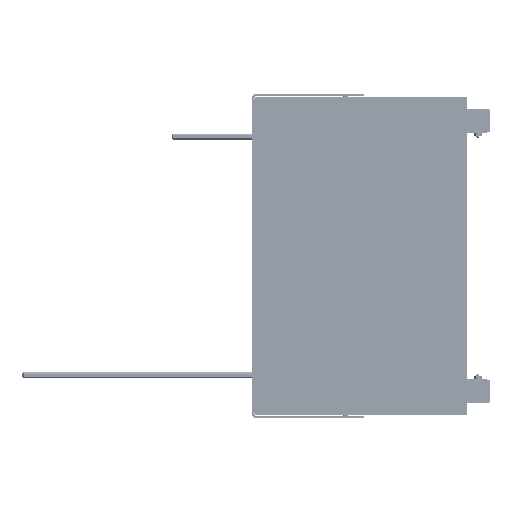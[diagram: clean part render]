
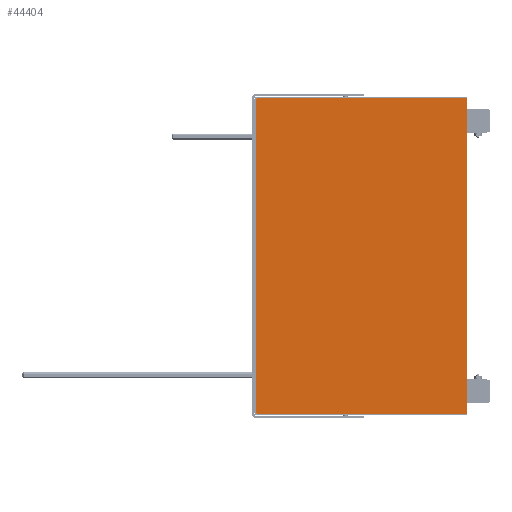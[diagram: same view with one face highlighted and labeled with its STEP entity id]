
A CAD part, left-side view. The second image highlights one B-rep face of the part: STEP entity #44404.
In plain terms, the highlighted face is planar.
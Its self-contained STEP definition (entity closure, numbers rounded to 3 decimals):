
#2437 = CARTESIAN_POINT ( 'NONE',  ( -205.5, 139., 0. ) ) ;
#5810 = ORIENTED_EDGE ( 'NONE', *, *, #103901, .T. ) ;
#13722 = ORIENTED_EDGE ( 'NONE', *, *, #124271, .T. ) ;
#15431 = DIRECTION ( 'NONE',  ( 0., 0., 1. ) ) ;
#16101 = DIRECTION ( 'NONE',  ( 0., -1., 0. ) ) ;
#17094 = CARTESIAN_POINT ( 'NONE',  ( -208., 139., 0. ) ) ;
#20103 = DIRECTION ( 'NONE',  ( 1., 0., 0. ) ) ;
#20392 = DIRECTION ( 'NONE',  ( -1., 0., 0. ) ) ;
#21974 = CIRCLE ( 'NONE', #119862, 2.5 ) ;
#27219 = LINE ( 'NONE', #17094, #135705 ) ;
#30613 = LINE ( 'NONE', #113601, #69311 ) ;
#38167 = FACE_OUTER_BOUND ( 'NONE', #122191, .T. ) ;
#39848 = EDGE_CURVE ( 'NONE', #116232, #63281, #81526, .T. ) ;
#43032 = CARTESIAN_POINT ( 'NONE',  ( 205.5, 139., 0. ) ) ;
#44404 = ADVANCED_FACE ( 'NONE', ( #38167 ), #114592, .T. ) ;
#45876 = CARTESIAN_POINT ( 'NONE',  ( -208., 136.5, 0. ) ) ;
#46521 = DIRECTION ( 'NONE',  ( 1., 0., 0. ) ) ;
#47173 = EDGE_CURVE ( 'NONE', #63281, #136866, #21974, .T. ) ;
#47811 = EDGE_CURVE ( 'NONE', #136866, #94271, #27219, .T. ) ;
#53685 = ORIENTED_EDGE ( 'NONE', *, *, #47173, .T. ) ;
#60300 = AXIS2_PLACEMENT_3D ( 'NONE', #142401, #72053, #83860 ) ;
#61076 = ORIENTED_EDGE ( 'NONE', *, *, #106179, .T. ) ;
#63281 = VERTEX_POINT ( 'NONE', #2437 ) ;
#63758 = VECTOR ( 'NONE', #46521, 1000. ) ;
#66836 = VECTOR ( 'NONE', #20392, 1000. ) ;
#69311 = VECTOR ( 'NONE', #89953, 1000. ) ;
#72053 = DIRECTION ( 'NONE',  ( 0., 0., 1. ) ) ;
#72428 = DIRECTION ( 'NONE',  ( 1., 0., 0. ) ) ;
#74446 = VERTEX_POINT ( 'NONE', #136830 ) ;
#78624 = CARTESIAN_POINT ( 'NONE',  ( 0., 0., 0. ) ) ;
#81526 = LINE ( 'NONE', #114372, #66836 ) ;
#83860 = DIRECTION ( 'NONE',  ( 1., 0., 0. ) ) ;
#85712 = CARTESIAN_POINT ( 'NONE',  ( -205.5, 136.5, 0. ) ) ;
#89953 = DIRECTION ( 'NONE',  ( 0., 1., 0. ) ) ;
#93234 = CARTESIAN_POINT ( 'NONE',  ( -208., -139., 0. ) ) ;
#94271 = VERTEX_POINT ( 'NONE', #120413 ) ;
#94979 = LINE ( 'NONE', #93234, #63758 ) ;
#94984 = CIRCLE ( 'NONE', #60300, 2.5 ) ;
#103901 = EDGE_CURVE ( 'NONE', #94271, #74446, #94979, .T. ) ;
#106179 = EDGE_CURVE ( 'NONE', #74446, #106399, #30613, .T. ) ;
#106399 = VERTEX_POINT ( 'NONE', #106924 ) ;
#106924 = CARTESIAN_POINT ( 'NONE',  ( 208., 136.5, 0. ) ) ;
#113601 = CARTESIAN_POINT ( 'NONE',  ( 208., 139., 0. ) ) ;
#114372 = CARTESIAN_POINT ( 'NONE',  ( -208., 139., 0. ) ) ;
#114592 = PLANE ( 'NONE',  #147043 ) ;
#116232 = VERTEX_POINT ( 'NONE', #43032 ) ;
#119862 = AXIS2_PLACEMENT_3D ( 'NONE', #85712, #15431, #72428 ) ;
#120413 = CARTESIAN_POINT ( 'NONE',  ( -208., -139., 0. ) ) ;
#122191 = EDGE_LOOP ( 'NONE', ( #61076, #13722, #138994, #53685, #129453, #5810 ) ) ;
#124271 = EDGE_CURVE ( 'NONE', #106399, #116232, #94984, .T. ) ;
#129453 = ORIENTED_EDGE ( 'NONE', *, *, #47811, .T. ) ;
#135705 = VECTOR ( 'NONE', #16101, 1000. ) ;
#136830 = CARTESIAN_POINT ( 'NONE',  ( 208., -139., 0. ) ) ;
#136866 = VERTEX_POINT ( 'NONE', #45876 ) ;
#138151 = DIRECTION ( 'NONE',  ( 0., 0., 1. ) ) ;
#138994 = ORIENTED_EDGE ( 'NONE', *, *, #39848, .T. ) ;
#142401 = CARTESIAN_POINT ( 'NONE',  ( 205.5, 136.5, 0. ) ) ;
#147043 = AXIS2_PLACEMENT_3D ( 'NONE', #78624, #138151, #20103 ) ;
